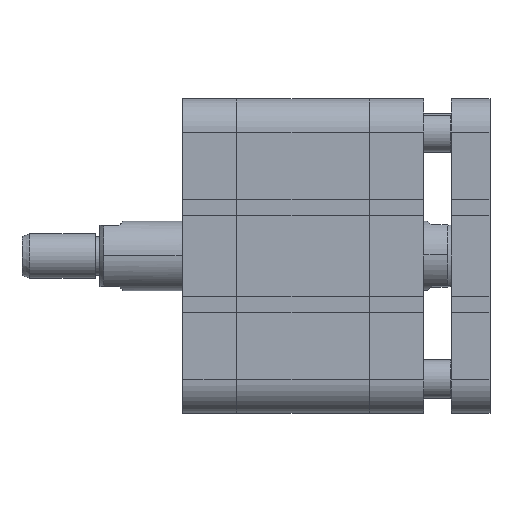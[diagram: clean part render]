
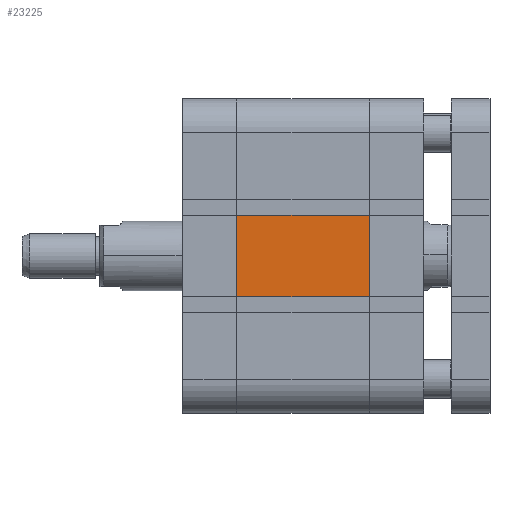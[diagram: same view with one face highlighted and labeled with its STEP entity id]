
A CAD part, front view. The second image highlights one B-rep face of the part: STEP entity #23225.
In plain terms, the highlighted planar face has unit normal (0, -1, 0).
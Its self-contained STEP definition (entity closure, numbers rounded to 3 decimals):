
#499 = CARTESIAN_POINT ( 'NONE',  ( 48.001, -56.75, -14.7 ) ) ;
#1761 = LINE ( 'NONE', #23232, #29790 ) ;
#4220 = CARTESIAN_POINT ( 'NONE',  ( 48., -56.75, 14.7 ) ) ;
#4510 = VERTEX_POINT ( 'NONE', #7209 ) ;
#5804 = VECTOR ( 'NONE', #28632, 1000. ) ;
#6018 = PLANE ( 'NONE',  #28311 ) ;
#6422 = DIRECTION ( 'NONE',  ( 0., 1., 0. ) ) ;
#6570 = CARTESIAN_POINT ( 'NONE',  ( 0., -56.75, -56.75 ) ) ;
#7209 = CARTESIAN_POINT ( 'NONE',  ( 48., -56.75, -14.7 ) ) ;
#7233 = DIRECTION ( 'NONE',  ( -1., 0., 0. ) ) ;
#8744 = EDGE_LOOP ( 'NONE', ( #39954, #12345, #36904, #24060 ) ) ;
#10709 = VECTOR ( 'NONE', #7233, 1000. ) ;
#11794 = CARTESIAN_POINT ( 'NONE',  ( 0., -56.75, -14.7 ) ) ;
#12281 = DIRECTION ( 'NONE',  ( 0., 0., -1. ) ) ;
#12345 = ORIENTED_EDGE ( 'NONE', *, *, #12373, .T. ) ;
#12373 = EDGE_CURVE ( 'NONE', #19049, #14251, #12689, .T. ) ;
#12541 = FACE_OUTER_BOUND ( 'NONE', #8744, .T. ) ;
#12689 = LINE ( 'NONE', #6570, #31827 ) ;
#14251 = VERTEX_POINT ( 'NONE', #11794 ) ;
#19049 = VERTEX_POINT ( 'NONE', #19733 ) ;
#19600 = LINE ( 'NONE', #31727, #5804 ) ;
#19733 = CARTESIAN_POINT ( 'NONE',  ( 0., -56.75, 14.7 ) ) ;
#23225 = ADVANCED_FACE ( 'NONE', ( #12541 ), #6018, .F. ) ;
#23232 = CARTESIAN_POINT ( 'NONE',  ( 48., -56.75, -56.75 ) ) ;
#23377 = EDGE_CURVE ( 'NONE', #4510, #14251, #35057, .T. ) ;
#24060 = ORIENTED_EDGE ( 'NONE', *, *, #32599, .F. ) ;
#28311 = AXIS2_PLACEMENT_3D ( 'NONE', #33863, #6422, #37333 ) ;
#28585 = VERTEX_POINT ( 'NONE', #4220 ) ;
#28632 = DIRECTION ( 'NONE',  ( -1., 0., 0. ) ) ;
#29790 = VECTOR ( 'NONE', #38988, 1000. ) ;
#31727 = CARTESIAN_POINT ( 'NONE',  ( 48.001, -56.75, 14.7 ) ) ;
#31827 = VECTOR ( 'NONE', #12281, 1000. ) ;
#32599 = EDGE_CURVE ( 'NONE', #28585, #4510, #1761, .T. ) ;
#33863 = CARTESIAN_POINT ( 'NONE',  ( 48., -56.75, -56.75 ) ) ;
#35057 = LINE ( 'NONE', #499, #10709 ) ;
#36904 = ORIENTED_EDGE ( 'NONE', *, *, #23377, .F. ) ;
#37115 = EDGE_CURVE ( 'NONE', #28585, #19049, #19600, .T. ) ;
#37333 = DIRECTION ( 'NONE',  ( 0., 0., 1. ) ) ;
#38988 = DIRECTION ( 'NONE',  ( 0., 0., -1. ) ) ;
#39954 = ORIENTED_EDGE ( 'NONE', *, *, #37115, .T. ) ;
